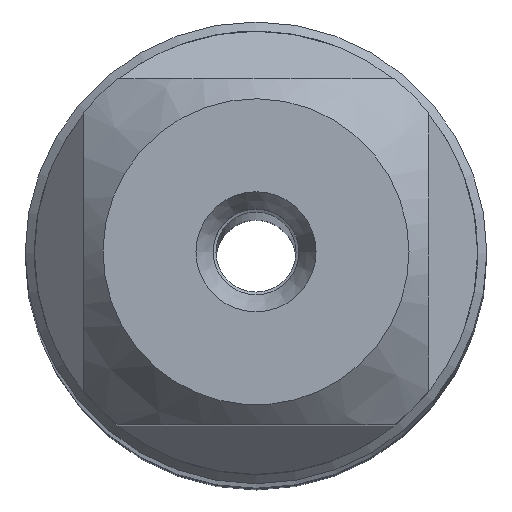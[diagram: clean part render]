
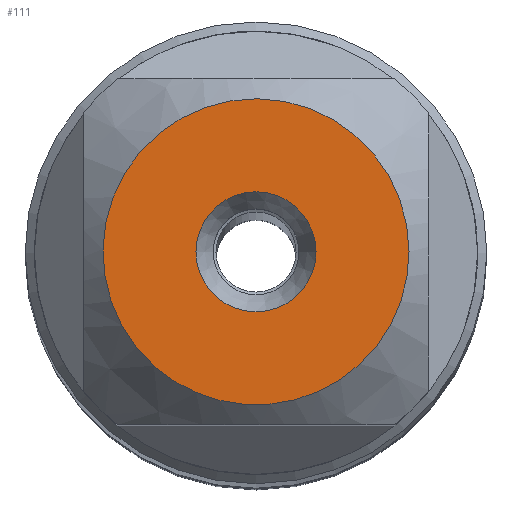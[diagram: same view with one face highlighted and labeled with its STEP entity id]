
A CAD part, top view. The second image highlights one B-rep face of the part: STEP entity #111.
In plain terms, the highlighted planar face has unit normal (0, 0, 1).
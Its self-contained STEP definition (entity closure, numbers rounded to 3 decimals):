
#91=PLANE('',#532);
#111=ADVANCED_FACE('',(#160,#161),#91,.F.);
#160=FACE_BOUND('',#210,.T.);
#161=FACE_BOUND('',#211,.T.);
#210=EDGE_LOOP('',(#268));
#211=EDGE_LOOP('',(#269));
#268=ORIENTED_EDGE('',*,*,#398,.T.);
#269=ORIENTED_EDGE('',*,*,#399,.T.);
#358=VERTEX_POINT('',#791);
#359=VERTEX_POINT('',#793);
#398=EDGE_CURVE('',#358,#358,#446,.T.);
#399=EDGE_CURVE('',#359,#359,#447,.T.);
#446=CIRCLE('',#530,1.05);
#447=CIRCLE('',#531,2.677);
#530=AXIS2_PLACEMENT_3D('',#790,#621,#622);
#531=AXIS2_PLACEMENT_3D('',#792,#623,#624);
#532=AXIS2_PLACEMENT_3D('',#794,#625,#626);
#621=DIRECTION('',(0.,0.,-1.));
#622=DIRECTION('',(-1.,0.,0.));
#623=DIRECTION('',(0.,0.,1.));
#624=DIRECTION('',(1.,0.,0.));
#625=DIRECTION('',(0.,0.,-1.));
#626=DIRECTION('',(-1.,0.,0.));
#790=CARTESIAN_POINT('',(0.,0.,0.));
#791=CARTESIAN_POINT('',(-1.05,0.,0.));
#792=CARTESIAN_POINT('',(0.,0.,0.));
#793=CARTESIAN_POINT('',(2.677,0.,0.));
#794=CARTESIAN_POINT('',(4.339,0.,0.));
